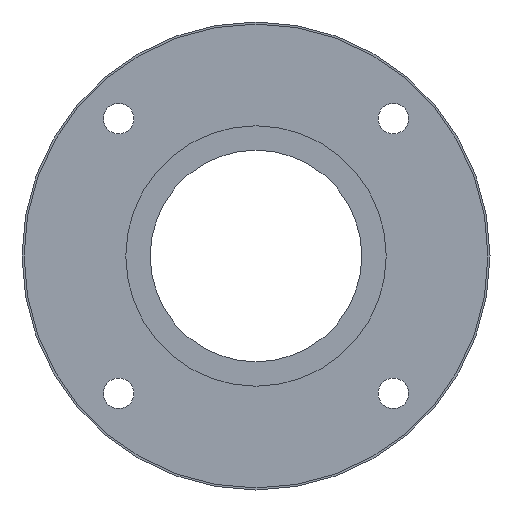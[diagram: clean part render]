
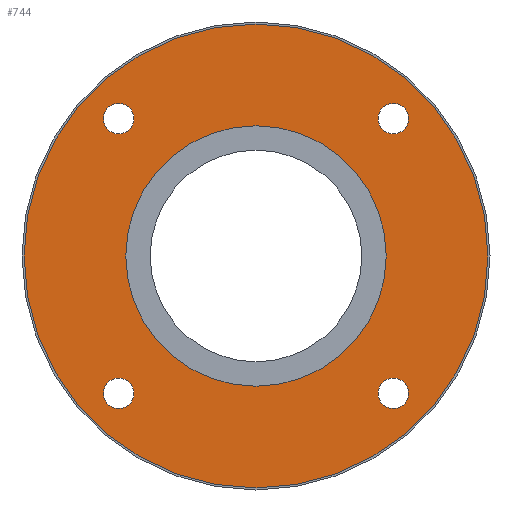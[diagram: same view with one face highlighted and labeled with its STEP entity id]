
A CAD part, front view. The second image highlights one B-rep face of the part: STEP entity #744.
In plain terms, the highlighted planar face has unit normal (0, -1, 0).
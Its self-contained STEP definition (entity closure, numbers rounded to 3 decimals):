
#39=FACE_BOUND('',#151,.T.);
#40=FACE_BOUND('',#152,.T.);
#41=FACE_BOUND('',#153,.T.);
#42=FACE_BOUND('',#154,.T.);
#43=FACE_BOUND('',#155,.T.);
#81=PLANE('',#838);
#111=FACE_OUTER_BOUND('',#150,.T.);
#150=EDGE_LOOP('',(#602,#603));
#151=EDGE_LOOP('',(#604));
#152=EDGE_LOOP('',(#605));
#153=EDGE_LOOP('',(#606));
#154=EDGE_LOOP('',(#607));
#155=EDGE_LOOP('',(#608,#609));
#281=CIRCLE('',#801,1.5);
#289=CIRCLE('',#813,1.5);
#297=CIRCLE('',#825,1.5);
#305=CIRCLE('',#837,1.5);
#306=CIRCLE('',#839,22.8);
#307=CIRCLE('',#840,22.8);
#308=CIRCLE('',#841,12.8);
#309=CIRCLE('',#842,12.8);
#355=VERTEX_POINT('',#1192);
#363=VERTEX_POINT('',#1216);
#371=VERTEX_POINT('',#1240);
#379=VERTEX_POINT('',#1264);
#380=VERTEX_POINT('',#1268);
#381=VERTEX_POINT('',#1269);
#382=VERTEX_POINT('',#1272);
#383=VERTEX_POINT('',#1273);
#437=EDGE_CURVE('',#355,#355,#281,.T.);
#449=EDGE_CURVE('',#363,#363,#289,.T.);
#461=EDGE_CURVE('',#371,#371,#297,.T.);
#473=EDGE_CURVE('',#379,#379,#305,.T.);
#474=EDGE_CURVE('',#380,#381,#306,.T.);
#475=EDGE_CURVE('',#381,#380,#307,.T.);
#476=EDGE_CURVE('',#382,#383,#308,.T.);
#477=EDGE_CURVE('',#383,#382,#309,.T.);
#602=ORIENTED_EDGE('',*,*,#474,.F.);
#603=ORIENTED_EDGE('',*,*,#475,.F.);
#604=ORIENTED_EDGE('',*,*,#437,.T.);
#605=ORIENTED_EDGE('',*,*,#449,.T.);
#606=ORIENTED_EDGE('',*,*,#461,.T.);
#607=ORIENTED_EDGE('',*,*,#473,.T.);
#608=ORIENTED_EDGE('',*,*,#476,.T.);
#609=ORIENTED_EDGE('',*,*,#477,.T.);
#744=ADVANCED_FACE('',(#111,#39,#40,#41,#42,#43),#81,.T.);
#801=AXIS2_PLACEMENT_3D('',#1194,#949,#950);
#813=AXIS2_PLACEMENT_3D('',#1218,#977,#978);
#825=AXIS2_PLACEMENT_3D('',#1242,#1005,#1006);
#837=AXIS2_PLACEMENT_3D('',#1266,#1033,#1034);
#838=AXIS2_PLACEMENT_3D('',#1267,#1035,#1036);
#839=AXIS2_PLACEMENT_3D('',#1270,#1037,#1038);
#840=AXIS2_PLACEMENT_3D('',#1271,#1039,#1040);
#841=AXIS2_PLACEMENT_3D('',#1274,#1041,#1042);
#842=AXIS2_PLACEMENT_3D('',#1275,#1043,#1044);
#949=DIRECTION('center_axis',(0.,1.,0.));
#950=DIRECTION('ref_axis',(-1.,0.,0.));
#977=DIRECTION('center_axis',(0.,1.,0.));
#978=DIRECTION('ref_axis',(-1.,0.,0.));
#1005=DIRECTION('center_axis',(0.,1.,0.));
#1006=DIRECTION('ref_axis',(-1.,0.,0.));
#1033=DIRECTION('center_axis',(0.,1.,0.));
#1034=DIRECTION('ref_axis',(-1.,0.,0.));
#1035=DIRECTION('center_axis',(0.,-1.,0.));
#1036=DIRECTION('ref_axis',(0.,0.,-1.));
#1037=DIRECTION('center_axis',(0.,1.,0.));
#1038=DIRECTION('ref_axis',(1.,0.,0.));
#1039=DIRECTION('center_axis',(0.,1.,0.));
#1040=DIRECTION('ref_axis',(1.,0.,0.));
#1041=DIRECTION('center_axis',(0.,1.,0.));
#1042=DIRECTION('ref_axis',(1.,0.,0.));
#1043=DIRECTION('center_axis',(0.,1.,0.));
#1044=DIRECTION('ref_axis',(1.,0.,0.));
#1192=CARTESIAN_POINT('',(-12.,-4.6,-13.5));
#1194=CARTESIAN_POINT('Origin',(-13.5,-4.6,-13.5));
#1216=CARTESIAN_POINT('',(-12.,-4.6,13.5));
#1218=CARTESIAN_POINT('Origin',(-13.5,-4.6,13.5));
#1240=CARTESIAN_POINT('',(15.,-4.6,13.5));
#1242=CARTESIAN_POINT('Origin',(13.5,-4.6,13.5));
#1264=CARTESIAN_POINT('',(15.,-4.6,-13.5));
#1266=CARTESIAN_POINT('Origin',(13.5,-4.6,-13.5));
#1267=CARTESIAN_POINT('Origin',(0.,-4.6,22.8));
#1268=CARTESIAN_POINT('',(0.,-4.6,22.8));
#1269=CARTESIAN_POINT('',(0.,-4.6,-22.8));
#1270=CARTESIAN_POINT('Origin',(0.,-4.6,0.));
#1271=CARTESIAN_POINT('Origin',(0.,-4.6,0.));
#1272=CARTESIAN_POINT('',(0.,-4.6,12.8));
#1273=CARTESIAN_POINT('',(0.,-4.6,-12.8));
#1274=CARTESIAN_POINT('Origin',(0.,-4.6,0.));
#1275=CARTESIAN_POINT('Origin',(0.,-4.6,0.));
